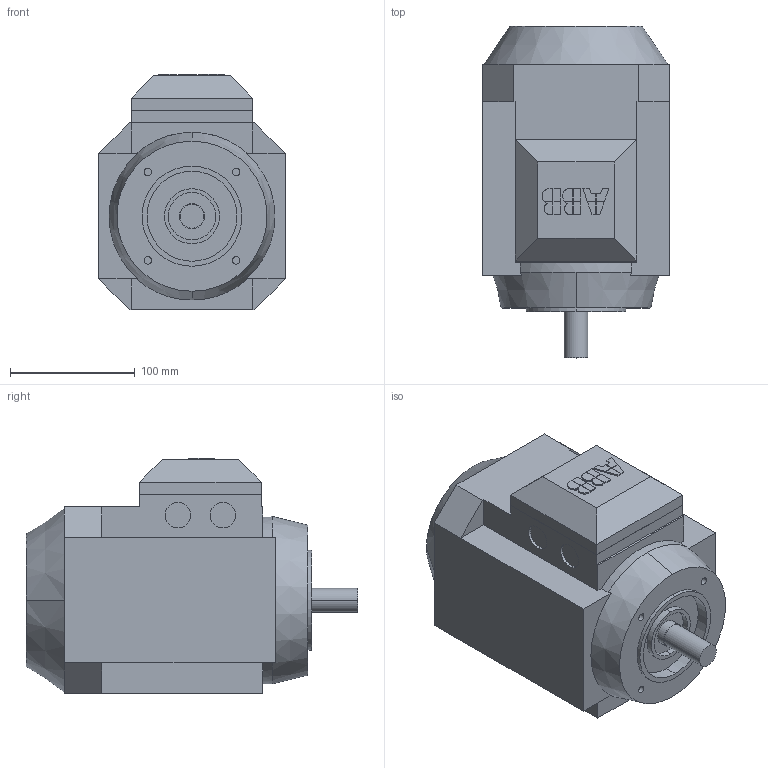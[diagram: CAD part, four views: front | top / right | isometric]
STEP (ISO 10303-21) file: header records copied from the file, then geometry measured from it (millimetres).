
FILE_DESCRIPTION(/* description */ (''),/* implementation_level */ '2;1');
FILE_NAME(/* name */ 'M3AA IE2 80 B14.stp',/* time_stamp */ '2015-06-30T08:53:38+02:00',/* author */ (''),/* organization */ (''),/* preprocessor_version */ 'ST-DEVELOPER v14',/* originating_system */ 'SIEMENS PLM Software NX 8.0',/* authorisation */ '');
FILE_SCHEMA (('AUTOMOTIVE_DESIGN { 1 0 10303 214 3 1 1 1 }'));
Length unit declared in the file: millimetre
Products named in the file (1): M3AA IE2 80 B14_igs
Bounding box: 149.5 x 265.5 x 188.25 mm (x, y, z)
Volume: 4354220 mm3; surface area: 174188.5 mm2
Topology: 1 solids, 1 shells, 158 faces, 376 edges, 248 vertices
Faces by surface type: plane 114, cylinder 30, bspline 10, cone 4
Entity records: 4596 total; most frequent: CARTESIAN_POINT 911, ORIENTED_EDGE 752, DIRECTION 720, EDGE_CURVE 376, LINE 282, VECTOR 282, VERTEX_POINT 248, AXIS2_PLACEMENT_3D 219
